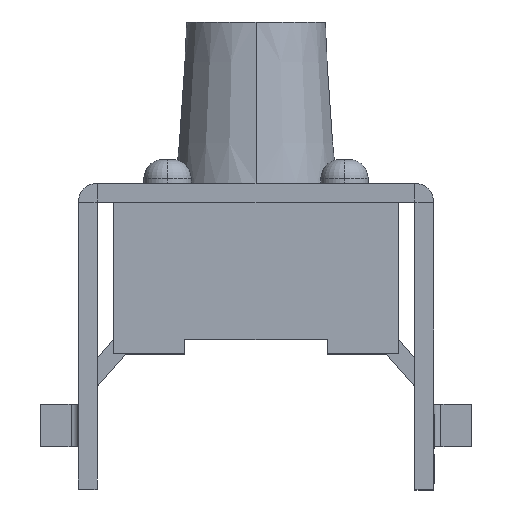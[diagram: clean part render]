
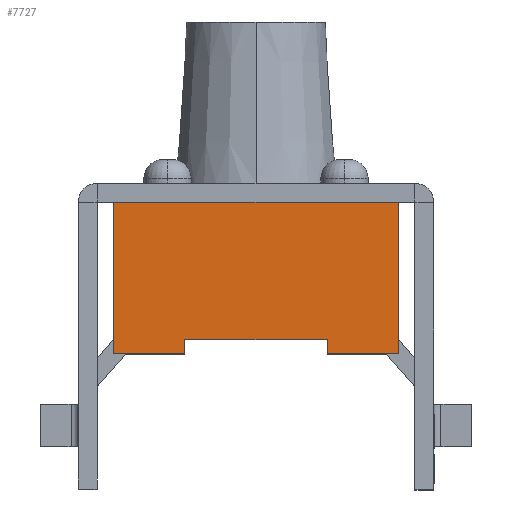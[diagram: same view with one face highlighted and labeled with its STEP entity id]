
A CAD part, top view. The second image highlights one B-rep face of the part: STEP entity #7727.
In plain terms, the highlighted planar face has unit normal (0, 0, 1).
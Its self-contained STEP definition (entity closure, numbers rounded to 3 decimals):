
#280 = VERTEX_POINT ( 'NONE', #3587 ) ;
#295 = VECTOR ( 'NONE', #10212, 1000. ) ;
#365 = LINE ( 'NONE', #5893, #17256 ) ;
#891 = EDGE_CURVE ( 'NONE', #10596, #9850, #14753, .T. ) ;
#999 = VERTEX_POINT ( 'NONE', #12100 ) ;
#1262 = EDGE_CURVE ( 'NONE', #280, #15738, #10929, .T. ) ;
#1692 = CARTESIAN_POINT ( 'NONE',  ( -3., -0.17, 6.8 ) ) ;
#2006 = DIRECTION ( 'NONE',  ( 0., 1., 0. ) ) ;
#2192 = ORIENTED_EDGE ( 'NONE', *, *, #891, .F. ) ;
#2548 = VECTOR ( 'NONE', #6671, 1000. ) ;
#2821 = VECTOR ( 'NONE', #2006, 1000. ) ;
#3520 = VECTOR ( 'NONE', #15562, 1000. ) ;
#3587 = CARTESIAN_POINT ( 'NONE',  ( 3., 3.03, 6.8 ) ) ;
#3978 = PLANE ( 'NONE',  #11130 ) ;
#4314 = ORIENTED_EDGE ( 'NONE', *, *, #9205, .F. ) ;
#4855 = VERTEX_POINT ( 'NONE', #12422 ) ;
#5432 = FACE_OUTER_BOUND ( 'NONE', #6307, .T. ) ;
#5622 = CARTESIAN_POINT ( 'NONE',  ( -3., -0.17, 6.8 ) ) ;
#5788 = VECTOR ( 'NONE', #10236, 1000. ) ;
#5893 = CARTESIAN_POINT ( 'NONE',  ( -3., -0.17, 6.8 ) ) ;
#6219 = CARTESIAN_POINT ( 'NONE',  ( -1.5, 0.14, 6.8 ) ) ;
#6245 = ORIENTED_EDGE ( 'NONE', *, *, #16052, .F. ) ;
#6307 = EDGE_LOOP ( 'NONE', ( #13687, #2192, #6245, #14149, #12418, #4314, #13080, #12755 ) ) ;
#6671 = DIRECTION ( 'NONE',  ( -1., 0., 0. ) ) ;
#7249 = LINE ( 'NONE', #1692, #5788 ) ;
#7727 = ADVANCED_FACE ( 'NONE', ( #5432 ), #3978, .F. ) ;
#7791 = EDGE_CURVE ( 'NONE', #4855, #999, #365, .T. ) ;
#7840 = CARTESIAN_POINT ( 'NONE',  ( 1.5, -0.17, 6.8 ) ) ;
#8713 = CARTESIAN_POINT ( 'NONE',  ( 3., -0.17, 6.8 ) ) ;
#9168 = CARTESIAN_POINT ( 'NONE',  ( 1.5, 0.14, 6.8 ) ) ;
#9205 = EDGE_CURVE ( 'NONE', #999, #15738, #7249, .T. ) ;
#9278 = VERTEX_POINT ( 'NONE', #12897 ) ;
#9850 = VERTEX_POINT ( 'NONE', #10258 ) ;
#10077 = LINE ( 'NONE', #8713, #16298 ) ;
#10212 = DIRECTION ( 'NONE',  ( 0., -1., 0. ) ) ;
#10236 = DIRECTION ( 'NONE',  ( 0., 1., 0. ) ) ;
#10258 = CARTESIAN_POINT ( 'NONE',  ( 1.5, 0.14, 6.8 ) ) ;
#10596 = VERTEX_POINT ( 'NONE', #7840 ) ;
#10929 = LINE ( 'NONE', #16479, #2548 ) ;
#11130 = AXIS2_PLACEMENT_3D ( 'NONE', #5622, #12914, #11158 ) ;
#11158 = DIRECTION ( 'NONE',  ( -1., 0., 0. ) ) ;
#11493 = DIRECTION ( 'NONE',  ( -1., 0., 0. ) ) ;
#11523 = DIRECTION ( 'NONE',  ( -1., 0., 0. ) ) ;
#11686 = CARTESIAN_POINT ( 'NONE',  ( -3., -0.17, 6.8 ) ) ;
#12100 = CARTESIAN_POINT ( 'NONE',  ( -3., -0.17, 6.8 ) ) ;
#12418 = ORIENTED_EDGE ( 'NONE', *, *, #1262, .T. ) ;
#12422 = CARTESIAN_POINT ( 'NONE',  ( -1.5, -0.17, 6.8 ) ) ;
#12495 = EDGE_CURVE ( 'NONE', #12973, #4855, #16952, .T. ) ;
#12755 = ORIENTED_EDGE ( 'NONE', *, *, #12495, .F. ) ;
#12897 = CARTESIAN_POINT ( 'NONE',  ( 3., -0.17, 6.8 ) ) ;
#12914 = DIRECTION ( 'NONE',  ( 0., 0., -1. ) ) ;
#12973 = VERTEX_POINT ( 'NONE', #14920 ) ;
#13080 = ORIENTED_EDGE ( 'NONE', *, *, #7791, .F. ) ;
#13128 = CARTESIAN_POINT ( 'NONE',  ( -1.5, 0.14, 6.8 ) ) ;
#13687 = ORIENTED_EDGE ( 'NONE', *, *, #14532, .F. ) ;
#14149 = ORIENTED_EDGE ( 'NONE', *, *, #14949, .T. ) ;
#14292 = DIRECTION ( 'NONE',  ( 0., 1., 0. ) ) ;
#14532 = EDGE_CURVE ( 'NONE', #9850, #12973, #15749, .T. ) ;
#14753 = LINE ( 'NONE', #9168, #2821 ) ;
#14920 = CARTESIAN_POINT ( 'NONE',  ( -1.5, 0.14, 6.8 ) ) ;
#14949 = EDGE_CURVE ( 'NONE', #9278, #280, #10077, .T. ) ;
#15222 = VECTOR ( 'NONE', #11493, 1000. ) ;
#15562 = DIRECTION ( 'NONE',  ( -1., 0., 0. ) ) ;
#15738 = VERTEX_POINT ( 'NONE', #17794 ) ;
#15749 = LINE ( 'NONE', #13128, #3520 ) ;
#15865 = LINE ( 'NONE', #11686, #15222 ) ;
#16052 = EDGE_CURVE ( 'NONE', #9278, #10596, #15865, .T. ) ;
#16298 = VECTOR ( 'NONE', #14292, 1000. ) ;
#16479 = CARTESIAN_POINT ( 'NONE',  ( -3., 3.03, 6.8 ) ) ;
#16952 = LINE ( 'NONE', #6219, #295 ) ;
#17256 = VECTOR ( 'NONE', #11523, 1000. ) ;
#17794 = CARTESIAN_POINT ( 'NONE',  ( -3., 3.03, 6.8 ) ) ;
